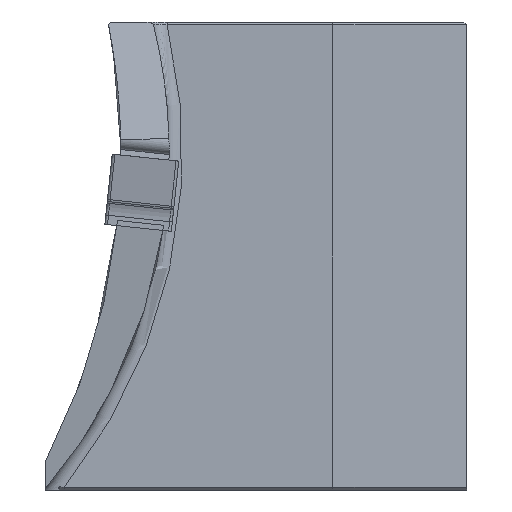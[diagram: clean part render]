
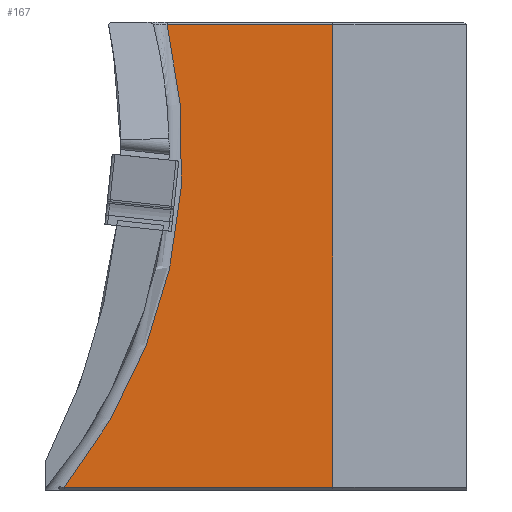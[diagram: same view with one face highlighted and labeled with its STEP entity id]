
A CAD part, left-side view. The second image highlights one B-rep face of the part: STEP entity #167.
In plain terms, the highlighted planar face has unit normal (-1, 0, 0).
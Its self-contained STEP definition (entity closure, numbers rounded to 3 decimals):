
#167=ADVANCED_FACE('',(#285),#216,.F.);
#216=PLANE('',#1450);
#285=FACE_OUTER_BOUND('',#359,.T.);
#359=EDGE_LOOP('',(#705,#706,#707,#708));
#417=CIRCLE('',#1449,40.);
#705=ORIENTED_EDGE('',*,*,#1079,.T.);
#706=ORIENTED_EDGE('',*,*,#1080,.T.);
#707=ORIENTED_EDGE('',*,*,#1081,.T.);
#708=ORIENTED_EDGE('',*,*,#1082,.T.);
#909=VERTEX_POINT('',#2260);
#910=VERTEX_POINT('',#2261);
#911=VERTEX_POINT('',#2263);
#912=VERTEX_POINT('',#2265);
#1079=EDGE_CURVE('',#909,#910,#417,.T.);
#1080=EDGE_CURVE('',#910,#911,#1206,.T.);
#1081=EDGE_CURVE('',#911,#912,#1207,.T.);
#1082=EDGE_CURVE('',#912,#909,#1208,.T.);
#1206=LINE('',#2262,#1325);
#1207=LINE('',#2264,#1326);
#1208=LINE('',#2266,#1327);
#1325=VECTOR('',#1787,1.);
#1326=VECTOR('',#1788,1.);
#1327=VECTOR('',#1789,1.);
#1449=AXIS2_PLACEMENT_3D('',#2259,#1785,#1786);
#1450=AXIS2_PLACEMENT_3D('',#2267,#1790,#1791);
#1785=DIRECTION('',(1.,0.,0.));
#1786=DIRECTION('',(0.,0.,-1.));
#1787=DIRECTION('',(0.,-1.,0.));
#1788=DIRECTION('',(0.,0.,1.));
#1789=DIRECTION('',(0.,1.,0.));
#1790=DIRECTION('',(1.,0.,0.));
#1791=DIRECTION('',(0.,0.,-1.));
#2259=CARTESIAN_POINT('',(33.,36.25,0.3));
#2260=CARTESIAN_POINT('',(33.,-2.606,9.8));
#2261=CARTESIAN_POINT('',(33.,5.105,-24.8));
#2262=CARTESIAN_POINT('',(33.,36.25,-24.8));
#2263=CARTESIAN_POINT('',(33.,-15.,-24.8));
#2264=CARTESIAN_POINT('',(33.,-15.,10.));
#2265=CARTESIAN_POINT('',(33.,-15.,9.8));
#2266=CARTESIAN_POINT('',(33.,36.25,9.8));
#2267=CARTESIAN_POINT('',(33.,36.25,0.3));
